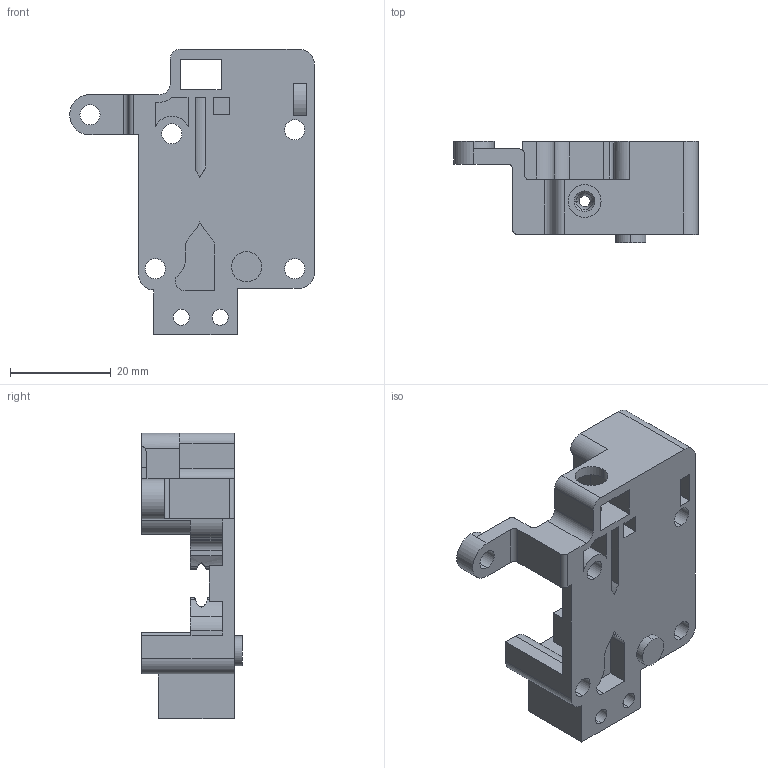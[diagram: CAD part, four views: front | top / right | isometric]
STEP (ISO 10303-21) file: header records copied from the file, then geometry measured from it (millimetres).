
FILE_DESCRIPTION (( 'STEP AP203' ), '1' );
FILE_NAME ('Extruder Mittelteil.STEP', '2024-02-20T14:05:15', ( '' ), ( '' ), 'SwSTEP 2.0', 'SolidWorks 2021', '' );
FILE_SCHEMA (( 'CONFIG_CONTROL_DESIGN' ));
Length unit declared in the file: millimetre
Products named in the file (1): Extruder Mittelteil
Bounding box: 48.42 x 20 x 56.6 mm (x, y, z)
Volume: 11034.5 mm3; surface area: 10890.9 mm2
Topology: 1 solids, 1 shells, 191 faces, 531 edges, 350 vertices
Faces by surface type: cylinder 95, plane 92, torus 2, cone 2
Entity records: 6553 total; most frequent: CARTESIAN_POINT 1380, DIRECTION 1080, ORIENTED_EDGE 1062, EDGE_CURVE 531, AXIS2_PLACEMENT_3D 374, VERTEX_POINT 350, LINE 332, VECTOR 332
